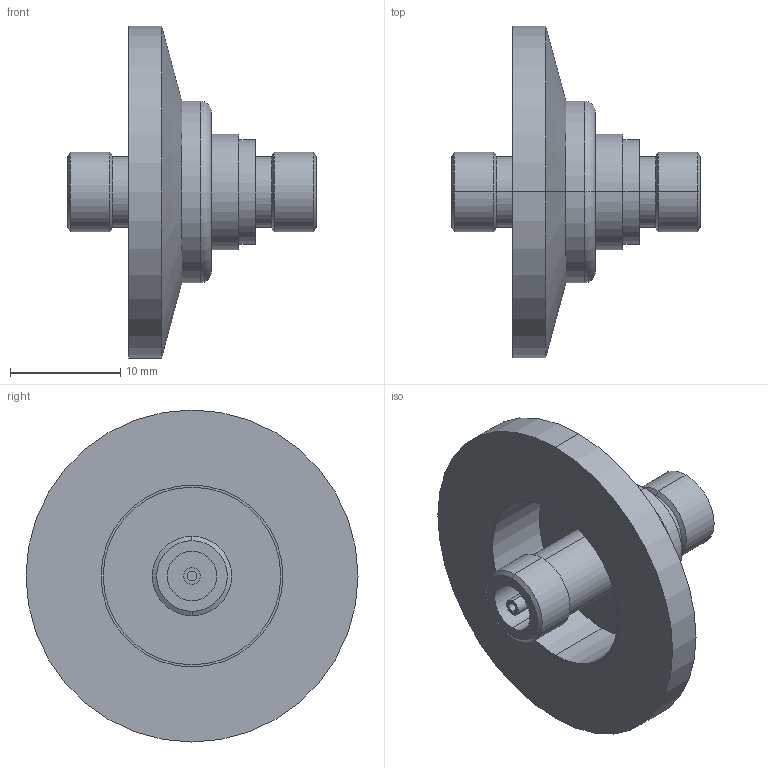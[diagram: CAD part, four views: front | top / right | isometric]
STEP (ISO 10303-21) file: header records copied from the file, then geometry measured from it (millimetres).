
FILE_DESCRIPTION (( 'STEP AP214' ), '1' );
FILE_NAME ('242-SMAD50-K16.STEP', '2020-03-12T11:46:59', ( '' ), ( '' ), 'SwSTEP 2.0', 'SolidWorks 2017', '' );
FILE_SCHEMA (( 'AUTOMOTIVE_DESIGN' ));
Length unit declared in the file: millimetre
Products named in the file (3): 242-SMAD50; 9431-KF16-WG-16.5_DN16 KF; 242-SMAD50-K16
Assembly tree (2 placements, depth 2):
  242-SMAD50-K16
    9431-KF16-WG-16.5_DN16 KF
    242-SMAD50
Bounding box: 22.5 x 30.1 x 30.1 mm (x, y, z)
Volume: 3121.7 mm3; surface area: 3273.9 mm2
Topology: 2 solids, 2 shells, 58 faces, 114 edges, 70 vertices
Faces by surface type: cylinder 32, plane 14, cone 10, torus 2
Entity records: 1620 total; most frequent: DIRECTION 312, CARTESIAN_POINT 247, ORIENTED_EDGE 228, AXIS2_PLACEMENT_3D 135, EDGE_CURVE 114, CIRCLE 72, EDGE_LOOP 70, VERTEX_POINT 70
